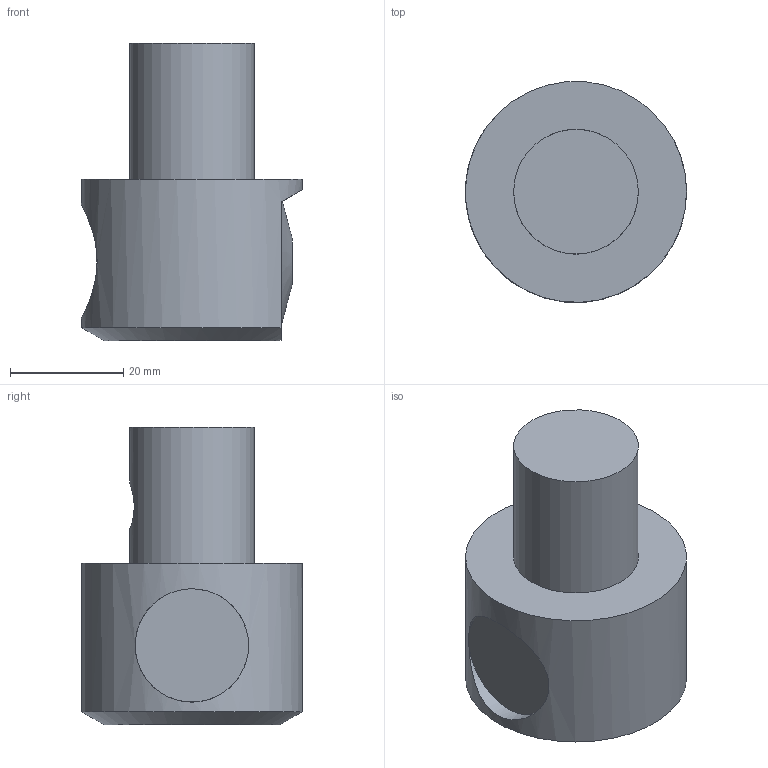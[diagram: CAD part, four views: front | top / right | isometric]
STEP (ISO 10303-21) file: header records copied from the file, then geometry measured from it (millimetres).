
FILE_DESCRIPTION((''),'1');
FILE_NAME('EWB2-32CK5.stp','2022-09-27T06:35:38',(''),(''),'Spatial Interop R21 SP3','Kubotek KeyCreator 2011 V10.0.2 (22737)',' ');
FILE_SCHEMA(('automotive_design'));
Length unit declared in the file: millimetre
Products named in the file (1): 240[2]
Bounding box: 39 x 38.94 x 52.5 mm (x, y, z)
Volume: 40815.6 mm3; surface area: 7437.9 mm2
Topology: 1 solids, 1 shells, 17 faces, 38 edges, 26 vertices
Faces by surface type: plane 8, cylinder 7, cone 2
Full cylindrical faces by diameter (mm): 8.3 x1, 22 x1, 39 x1
Entity records: 973 total; most frequent: CARTESIAN_POINT 275, PRESENTATION_STYLE_ASSIGNMENT 65, COLOUR_RGB 65, DIRECTION 64, ORIENTED_EDGE 58, STYLED_ITEM 47, CURVE_STYLE 47, DRAUGHTING_PRE_DEFINED_CURVE_FONT 47
